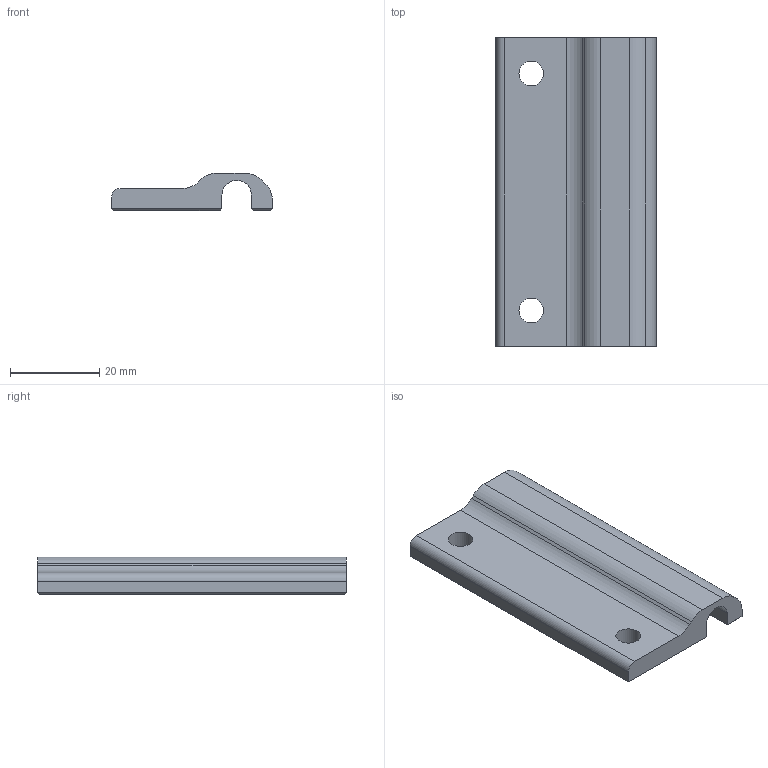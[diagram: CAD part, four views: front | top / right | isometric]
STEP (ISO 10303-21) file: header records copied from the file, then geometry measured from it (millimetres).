
FILE_DESCRIPTION(/* description */ (''),/* implementation_level */ '2;1');
FILE_NAME(/* name */ 'Rear Cable Cover v3.step',/* time_stamp */ '2024-02-10T14:37:05-05:00',/* author */ (''),/* organization */ (''),/* preprocessor_version */ 'ST-DEVELOPER v20',/* originating_system */ 'Autodesk Translation Framework v12.20.1.177',/* authorisation */ '');
FILE_SCHEMA (('AUTOMOTIVE_DESIGN { 1 0 10303 214 3 1 1 }'));
Length unit declared in the file: millimetre
Products named in the file (1): Rear Cable Cover
Bounding box: 36 x 69 x 8.4 mm (x, y, z)
Volume: 12434.6 mm3; surface area: 6806.8 mm2
Topology: 1 solids, 1 shells, 37 faces, 91 edges, 56 vertices
Faces by surface type: plane 25, cylinder 9, cone 3
Full cylindrical faces by diameter (mm): 5.5 x2
Entity records: 1129 total; most frequent: CARTESIAN_POINT 198, DIRECTION 185, ORIENTED_EDGE 182, EDGE_CURVE 91, LINE 69, VECTOR 69, AXIS2_PLACEMENT_3D 58, VERTEX_POINT 56
